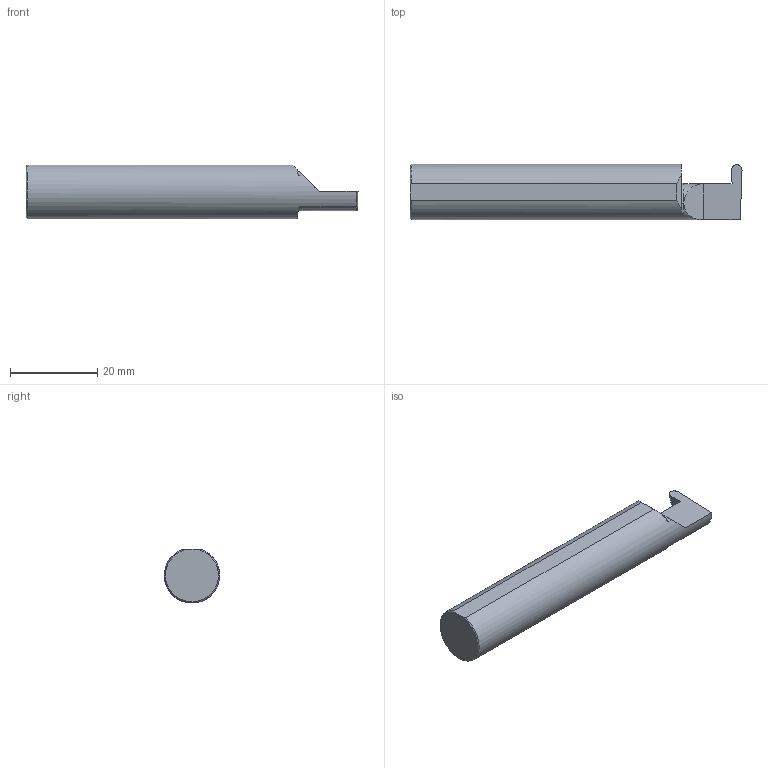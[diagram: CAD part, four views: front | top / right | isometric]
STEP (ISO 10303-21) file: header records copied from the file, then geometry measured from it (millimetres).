
FILE_DESCRIPTION (( 'STEP AP203' ), '1' );
FILE_NAME ('222470-GFR093-8.STEP', '2024-06-28T18:35:39', ( '' ), ( '' ), 'SwSTEP 2.0', 'SolidWorks 2024', '' );
FILE_SCHEMA (( 'CONFIG_CONTROL_DESIGN' ));
Length unit declared in the file: inch
Products named in the file (1): 222470-GFR093-8
Bounding box: 76.2 x 12.68 x 12.39 mm (x, y, z)
Volume: 8352.9 mm3; surface area: 3066.2 mm2
Topology: 1 solids, 1 shells, 24 faces, 62 edges, 40 vertices
Faces by surface type: plane 14, cylinder 5, torus 3, cone 2
Entity records: 830 total; most frequent: CARTESIAN_POINT 199, ORIENTED_EDGE 124, DIRECTION 108, EDGE_CURVE 62, VERTEX_POINT 40, AXIS2_PLACEMENT_3D 39, LINE 30, VECTOR 30
